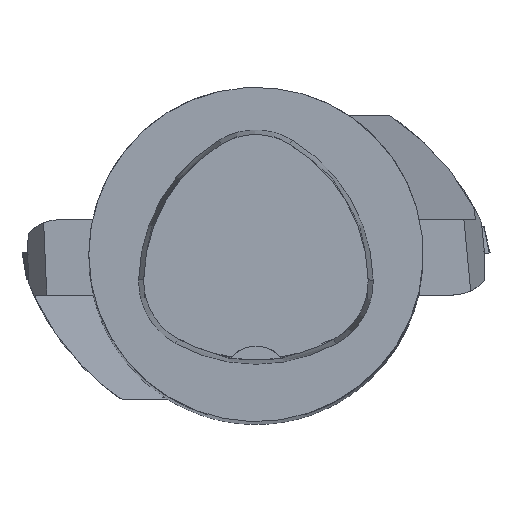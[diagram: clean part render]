
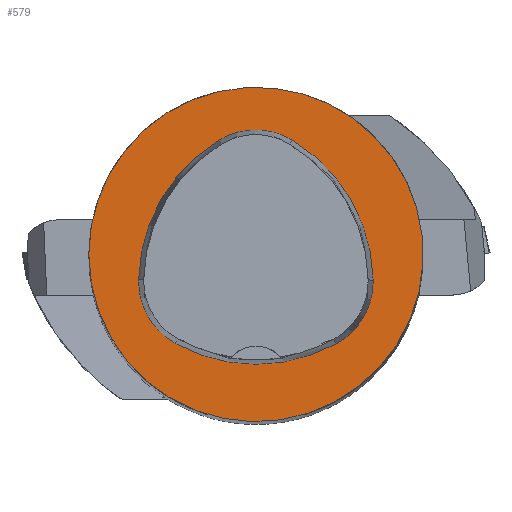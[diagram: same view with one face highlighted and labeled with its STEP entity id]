
A CAD part, top view. The second image highlights one B-rep face of the part: STEP entity #579.
In plain terms, the highlighted planar face has unit normal (0, 0, 1).
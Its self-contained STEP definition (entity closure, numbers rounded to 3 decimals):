
#301=FACE_BOUND('',#979,.T.);
#302=FACE_BOUND('',#980,.T.);
#403=PLANE('',#3916);
#579=ADVANCED_FACE('',(#301,#302),#403,.T.);
#979=EDGE_LOOP('',(#2441,#2442,#2443,#2444,#2445,#2446));
#980=EDGE_LOOP('',(#2447));
#2441=ORIENTED_EDGE('',*,*,#3380,.T.);
#2442=ORIENTED_EDGE('',*,*,#3360,.T.);
#2443=ORIENTED_EDGE('',*,*,#3364,.T.);
#2444=ORIENTED_EDGE('',*,*,#3367,.T.);
#2445=ORIENTED_EDGE('',*,*,#3370,.T.);
#2446=ORIENTED_EDGE('',*,*,#3378,.T.);
#2447=ORIENTED_EDGE('',*,*,#3383,.F.);
#2944=VERTEX_POINT('',#6011);
#2945=VERTEX_POINT('',#6012);
#2948=VERTEX_POINT('',#6020);
#2950=VERTEX_POINT('',#6026);
#2952=VERTEX_POINT('',#6032);
#2959=VERTEX_POINT('',#6053);
#2960=VERTEX_POINT('',#6063);
#3360=EDGE_CURVE('',#2944,#2945,#3536,.T.);
#3364=EDGE_CURVE('',#2945,#2948,#3538,.T.);
#3367=EDGE_CURVE('',#2948,#2950,#3540,.T.);
#3370=EDGE_CURVE('',#2950,#2952,#3542,.T.);
#3378=EDGE_CURVE('',#2952,#2959,#3546,.T.);
#3380=EDGE_CURVE('',#2959,#2944,#3548,.T.);
#3383=EDGE_CURVE('',#2960,#2960,#3551,.T.);
#3536=CIRCLE('',#3893,20.);
#3538=CIRCLE('',#3896,8.5);
#3540=CIRCLE('',#3899,20.);
#3542=CIRCLE('',#3902,8.5);
#3546=CIRCLE('',#3907,20.);
#3548=CIRCLE('',#3910,8.5);
#3551=CIRCLE('',#3915,20.);
#3893=AXIS2_PLACEMENT_3D('',#6010,#4607,#4608);
#3896=AXIS2_PLACEMENT_3D('',#6019,#4615,#4616);
#3899=AXIS2_PLACEMENT_3D('',#6025,#4622,#4623);
#3902=AXIS2_PLACEMENT_3D('',#6031,#4629,#4630);
#3907=AXIS2_PLACEMENT_3D('',#6054,#4641,#4642);
#3910=AXIS2_PLACEMENT_3D('',#6057,#4647,#4648);
#3915=AXIS2_PLACEMENT_3D('',#6062,#4657,#4658);
#3916=AXIS2_PLACEMENT_3D('',#6064,#4659,#4660);
#4607=DIRECTION('',(0.,0.,-1.));
#4608=DIRECTION('',(-1.,0.,0.));
#4615=DIRECTION('',(0.,0.,-1.));
#4616=DIRECTION('',(-1.,0.,0.));
#4622=DIRECTION('',(0.,0.,-1.));
#4623=DIRECTION('',(-1.,0.,0.));
#4629=DIRECTION('',(0.,0.,-1.));
#4630=DIRECTION('',(-1.,0.,0.));
#4641=DIRECTION('',(0.,0.,-1.));
#4642=DIRECTION('',(-1.,0.,0.));
#4647=DIRECTION('',(0.,0.,-1.));
#4648=DIRECTION('',(-1.,0.,0.));
#4657=DIRECTION('',(0.,0.,-1.));
#4658=DIRECTION('',(-1.,0.,0.));
#4659=DIRECTION('',(0.,0.,1.));
#4660=DIRECTION('',(-1.,0.,0.));
#6010=CARTESIAN_POINT('',(5.955,-3.414,0.));
#6011=CARTESIAN_POINT('',(-14.041,-3.042,0.));
#6012=CARTESIAN_POINT('',(-4.472,13.653,0.));
#6019=CARTESIAN_POINT('',(-0.04,6.4,0.));
#6020=CARTESIAN_POINT('',(4.347,13.68,0.));
#6025=CARTESIAN_POINT('',(-5.976,-3.45,0.));
#6026=CARTESIAN_POINT('',(14.021,-3.075,0.));
#6031=CARTESIAN_POINT('',(5.522,-3.235,0.));
#6032=CARTESIAN_POINT('',(9.588,-10.699,0.));
#6053=CARTESIAN_POINT('',(-9.655,-10.639,0.));
#6054=CARTESIAN_POINT('',(0.022,6.864,0.));
#6057=CARTESIAN_POINT('',(-5.543,-3.2,0.));
#6062=CARTESIAN_POINT('',(0.,0.,0.));
#6063=CARTESIAN_POINT('',(-20.,0.,0.));
#6064=CARTESIAN_POINT('',(0.,0.,0.));
